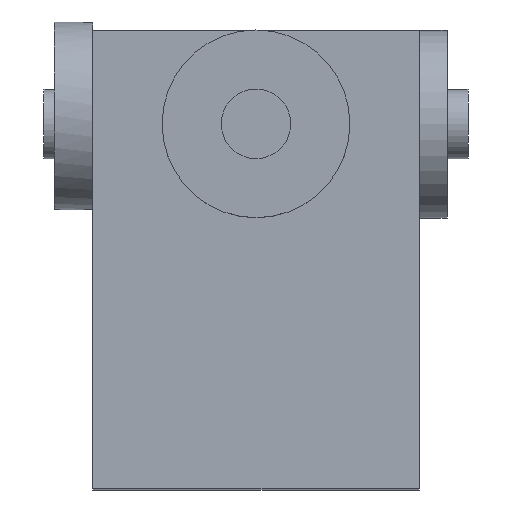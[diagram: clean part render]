
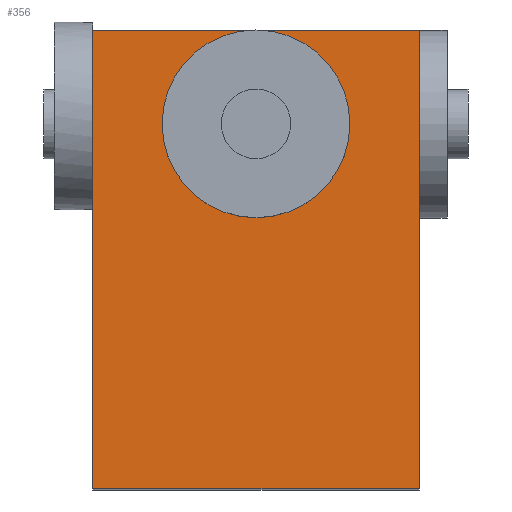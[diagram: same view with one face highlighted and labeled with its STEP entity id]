
A CAD part, top view. The second image highlights one B-rep face of the part: STEP entity #356.
In plain terms, the highlighted planar face has unit normal (0, 0, 1).
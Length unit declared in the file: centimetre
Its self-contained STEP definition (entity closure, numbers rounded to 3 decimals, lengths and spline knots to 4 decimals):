
#27=PLANE('',#407);
#48=FACE_OUTER_BOUND('',#73,.T.);
#73=EDGE_LOOP('',(#290,#291,#292,#293,#294,#295,#296));
#88=LINE('',#562,#115);
#89=LINE('',#564,#116);
#104=LINE('',#616,#131);
#105=LINE('',#618,#132);
#106=LINE('',#619,#133);
#115=VECTOR('',#447,1.);
#116=VECTOR('',#448,1.);
#131=VECTOR('',#503,1.);
#132=VECTOR('',#504,1.);
#133=VECTOR('',#505,1.);
#150=CIRCLE('',#404,1.35);
#151=CIRCLE('',#405,1.35);
#165=VERTEX_POINT('',#559);
#166=VERTEX_POINT('',#561);
#167=VERTEX_POINT('',#563);
#183=VERTEX_POINT('',#609);
#184=VERTEX_POINT('',#615);
#185=VERTEX_POINT('',#617);
#198=EDGE_CURVE('',#166,#165,#88,.T.);
#199=EDGE_CURVE('',#167,#166,#89,.T.);
#222=EDGE_CURVE('',#183,#166,#150,.T.);
#223=EDGE_CURVE('',#166,#183,#151,.T.);
#224=EDGE_CURVE('',#184,#167,#104,.T.);
#225=EDGE_CURVE('',#165,#185,#105,.T.);
#226=EDGE_CURVE('',#184,#185,#106,.T.);
#290=ORIENTED_EDGE('',*,*,#224,.T.);
#291=ORIENTED_EDGE('',*,*,#199,.T.);
#292=ORIENTED_EDGE('',*,*,#222,.F.);
#293=ORIENTED_EDGE('',*,*,#223,.F.);
#294=ORIENTED_EDGE('',*,*,#198,.T.);
#295=ORIENTED_EDGE('',*,*,#225,.T.);
#296=ORIENTED_EDGE('',*,*,#226,.F.);
#356=ADVANCED_FACE('',(#48),#27,.F.);
#404=AXIS2_PLACEMENT_3D('',#611,#495,#496);
#405=AXIS2_PLACEMENT_3D('',#612,#497,#498);
#407=AXIS2_PLACEMENT_3D('',#614,#501,#502);
#447=DIRECTION('',(-1.,0.,0.));
#448=DIRECTION('',(-1.,0.,0.));
#495=DIRECTION('center_axis',(0.,0.,
1.));
#496=DIRECTION('ref_axis',(-1.,0.,0.));
#497=DIRECTION('center_axis',(0.,0.,
1.));
#498=DIRECTION('ref_axis',(-1.,0.,0.));
#501=DIRECTION('center_axis',(0.,0.,
-1.));
#502=DIRECTION('ref_axis',(0.,-1.,0.));
#503=DIRECTION('',(0.,1.,0.));
#504=DIRECTION('',(0.,-1.,0.));
#505=DIRECTION('',(-1.,0.,0.));
#559=CARTESIAN_POINT('',(-42.05,46.6989,6.8517));
#561=CARTESIAN_POINT('',(-39.7,46.6989,6.8517));
#562=CARTESIAN_POINT('',(-37.35,46.6989,6.8517));
#563=CARTESIAN_POINT('',(-37.35,46.6989,6.8517));
#564=CARTESIAN_POINT('',(-37.35,46.6989,6.8517));
#609=CARTESIAN_POINT('',(-38.35,45.3489,6.8517));
#611=CARTESIAN_POINT('Origin',(-39.7,45.3489,6.8517));
#612=CARTESIAN_POINT('Origin',(-39.7,45.3489,6.8517));
#614=CARTESIAN_POINT('Origin',(-37.35,46.6989,6.8517));
#615=CARTESIAN_POINT('',(-37.35,40.0989,6.8517));
#616=CARTESIAN_POINT('',(-37.35,40.0989,6.8517));
#617=CARTESIAN_POINT('',(-42.05,40.0989,6.8517));
#618=CARTESIAN_POINT('',(-42.05,40.0989,6.8517));
#619=CARTESIAN_POINT('',(-37.35,40.0989,6.8517));
